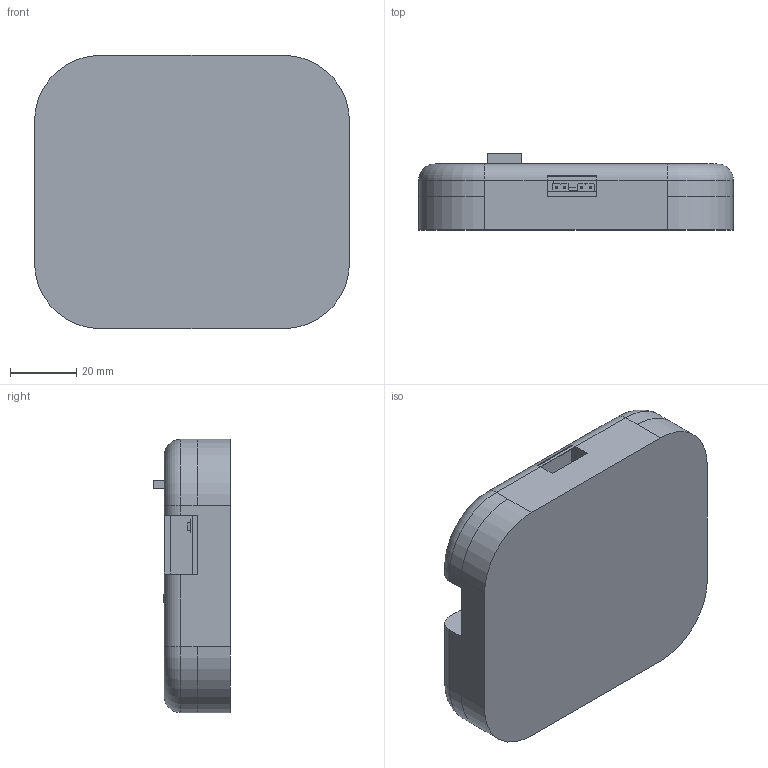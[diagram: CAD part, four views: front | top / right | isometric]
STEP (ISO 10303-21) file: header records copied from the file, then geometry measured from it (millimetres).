
FILE_DESCRIPTION(/* description */ (''),/* implementation_level */ '2;1');
FILE_NAME(/* name */ 'micropad.step',/* time_stamp */ '2025-12-29T15:43:15+05:30',/* author */ (''),/* organization */ (''),/* preprocessor_version */ 'ST-DEVELOPER v20.1',/* originating_system */ 'Autodesk Translation Framework v14.21.0.0',/* authorisation */ '');
FILE_SCHEMA (('AUTOMOTIVE_DESIGN { 1 0 10303 214 3 1 1 }'));
Length unit declared in the file: millimetre
Products named in the file (9): 2025-12-22-21-25-25-959; 2025-12-23-12-32-29-916; 2025-12-23-12-32-29-917; 2025-12-23-12-32-29-921; 2025-12-23-12-32-29-917_1; 2025-12-23-12-32-29-918; 2025-12-23-12-32-29-919; 2025-12-23-12-32-29-920; 2025-12-29-13-45-03-882
Assembly tree (11 placements, depth 4):
  2025-12-22-21-25-25-959
    2025-12-23-12-32-29-916
      2025-12-23-12-32-29-917
        2025-12-23-12-32-29-918
      2025-12-23-12-32-29-919  x2
      2025-12-23-12-32-29-920  x2
      2025-12-23-12-32-29-921
      2025-12-23-12-32-29-917_1
        2025-12-23-12-32-29-918
    2025-12-29-13-45-03-882
Bounding box: 95.4 x 23.11 x 82.8 mm (x, y, z)
Volume: 112019.9 mm3; surface area: 41301.6 mm2
Topology: 17 solids, 17 shells, 557 faces, 1415 edges, 916 vertices
Faces by surface type: plane 488, cylinder 65, torus 4
Full cylindrical faces by diameter (mm): 0.7 x2, 1 x12, 1.3 x4, 1.5 x12, 1.7 x12, 4 x6
Entity records: 10997 total; most frequent: CARTESIAN_POINT 1831, ORIENTED_EDGE 1780, DIRECTION 1742, EDGE_CURVE 890, LINE 764, VECTOR 764, VERTEX_POINT 578, AXIS2_PLACEMENT_3D 489
